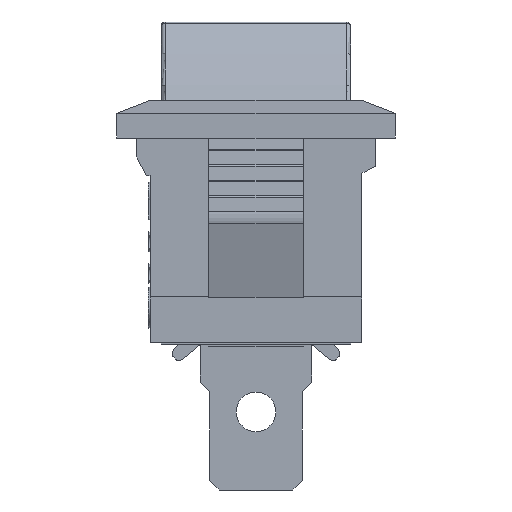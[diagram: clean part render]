
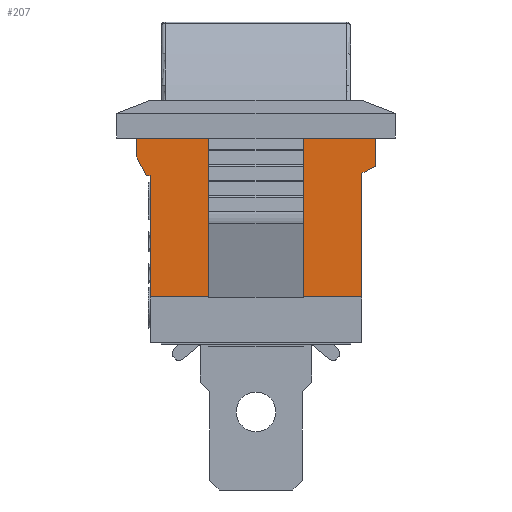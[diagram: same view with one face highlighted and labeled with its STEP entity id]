
A CAD part, left-side view. The second image highlights one B-rep face of the part: STEP entity #207.
In plain terms, the highlighted planar face has unit normal (-1, 0, 0).
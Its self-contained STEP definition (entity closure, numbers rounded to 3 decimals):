
#62 = DIRECTION ( 'NONE',  ( 0., -1., 0. ) ) ;
#207 = ADVANCED_FACE ( 'NONE', ( #28702 ), #12253, .F. ) ;
#255 = DIRECTION ( 'NONE',  ( 0., -0.447, -0.894 ) ) ;
#349 = VERTEX_POINT ( 'NONE', #25406 ) ;
#438 = CARTESIAN_POINT ( 'NONE',  ( -8.5, 6.3, 9.8 ) ) ;
#1078 = LINE ( 'NONE', #23621, #18474 ) ;
#1154 = CARTESIAN_POINT ( 'NONE',  ( -8.5, 2.5, 2.4 ) ) ;
#1419 = DIRECTION ( 'NONE',  ( 0., 1., 0. ) ) ;
#1905 = EDGE_CURVE ( 'NONE', #8454, #3403, #26625, .T. ) ;
#2033 = EDGE_CURVE ( 'NONE', #5251, #18314, #2779, .T. ) ;
#2342 = ORIENTED_EDGE ( 'NONE', *, *, #9758, .T. ) ;
#2346 = ORIENTED_EDGE ( 'NONE', *, *, #24158, .T. ) ;
#2779 = LINE ( 'NONE', #438, #5378 ) ;
#2986 = VECTOR ( 'NONE', #7299, 1000. ) ;
#3220 = VECTOR ( 'NONE', #20110, 1000. ) ;
#3333 = DIRECTION ( 'NONE',  ( 0., 1., 0. ) ) ;
#3403 = VERTEX_POINT ( 'NONE', #5851 ) ;
#3599 = DIRECTION ( 'NONE',  ( 0., 0., -1. ) ) ;
#4120 = LINE ( 'NONE', #15122, #22840 ) ;
#4122 = DIRECTION ( 'NONE',  ( 0., 0., -1. ) ) ;
#4162 = VECTOR ( 'NONE', #27042, 1000. ) ;
#4307 = DIRECTION ( 'NONE',  ( 1., 0., 0. ) ) ;
#4397 = VECTOR ( 'NONE', #21309, 1000. ) ;
#4772 = AXIS2_PLACEMENT_3D ( 'NONE', #29046, #4307, #3599 ) ;
#5251 = VERTEX_POINT ( 'NONE', #20814 ) ;
#5297 = VERTEX_POINT ( 'NONE', #21534 ) ;
#5378 = VECTOR ( 'NONE', #255, 1000. ) ;
#5585 = CARTESIAN_POINT ( 'NONE',  ( -8.5, -7.35, 10.8 ) ) ;
#5851 = CARTESIAN_POINT ( 'NONE',  ( -8.5, -6.3, 10.8 ) ) ;
#6991 = LINE ( 'NONE', #18359, #4162 ) ;
#7299 = DIRECTION ( 'NONE',  ( 0., 1., 0. ) ) ;
#7887 = EDGE_CURVE ( 'NONE', #5297, #8454, #31482, .T. ) ;
#8230 = VERTEX_POINT ( 'NONE', #15697 ) ;
#8255 = VECTOR ( 'NONE', #26988, 1000. ) ;
#8278 = CARTESIAN_POINT ( 'NONE',  ( -8.5, -6.3, 9.3 ) ) ;
#8454 = VERTEX_POINT ( 'NONE', #8278 ) ;
#8719 = EDGE_CURVE ( 'NONE', #14357, #33843, #4120, .T. ) ;
#9758 = EDGE_CURVE ( 'NONE', #19010, #29030, #29620, .T. ) ;
#9909 = ORIENTED_EDGE ( 'NONE', *, *, #1905, .T. ) ;
#10782 = VECTOR ( 'NONE', #3333, 1000. ) ;
#11506 = ORIENTED_EDGE ( 'NONE', *, *, #34225, .F. ) ;
#11526 = CARTESIAN_POINT ( 'NONE',  ( -8.5, 5.6, 10.8 ) ) ;
#11675 = EDGE_CURVE ( 'NONE', #33843, #8230, #27898, .T. ) ;
#11935 = EDGE_CURVE ( 'NONE', #18314, #26682, #24948, .T. ) ;
#12207 = CARTESIAN_POINT ( 'NONE',  ( -8.5, -7.35, 2.4 ) ) ;
#12253 = PLANE ( 'NONE',  #4772 ) ;
#12715 = CARTESIAN_POINT ( 'NONE',  ( -8.5, -7.35, 10.8 ) ) ;
#12947 = ORIENTED_EDGE ( 'NONE', *, *, #28283, .F. ) ;
#13661 = CARTESIAN_POINT ( 'NONE',  ( -8.5, 6.3, 10.8 ) ) ;
#13835 = VECTOR ( 'NONE', #17802, 1000. ) ;
#14109 = CARTESIAN_POINT ( 'NONE',  ( -8.5, 6.3, 8.8 ) ) ;
#14357 = VERTEX_POINT ( 'NONE', #15174 ) ;
#14675 = CARTESIAN_POINT ( 'NONE',  ( -8.5, -5.3, 8.8 ) ) ;
#15122 = CARTESIAN_POINT ( 'NONE',  ( -8.5, -2.5, 2.4 ) ) ;
#15154 = EDGE_LOOP ( 'NONE', ( #15779, #22228, #9909, #26194, #2346, #2342, #23570, #27719, #30613, #11506, #23111, #25158, #12947 ) ) ;
#15174 = CARTESIAN_POINT ( 'NONE',  ( -8.5, -2.5, 2.4 ) ) ;
#15697 = CARTESIAN_POINT ( 'NONE',  ( -8.5, 5.6, 2.4 ) ) ;
#15779 = ORIENTED_EDGE ( 'NONE', *, *, #27925, .F. ) ;
#16401 = DIRECTION ( 'NONE',  ( 0., 0., 1. ) ) ;
#16421 = CARTESIAN_POINT ( 'NONE',  ( -8.5, 2.5, 10.8 ) ) ;
#17802 = DIRECTION ( 'NONE',  ( 0., 1., 0. ) ) ;
#18314 = VERTEX_POINT ( 'NONE', #25372 ) ;
#18359 = CARTESIAN_POINT ( 'NONE',  ( -8.5, 6.3, 10.8 ) ) ;
#18474 = VECTOR ( 'NONE', #4122, 1000. ) ;
#18840 = CARTESIAN_POINT ( 'NONE',  ( -8.5, -6.3, 10.8 ) ) ;
#19010 = VERTEX_POINT ( 'NONE', #16421 ) ;
#20110 = DIRECTION ( 'NONE',  ( 0., -0.894, 0.447 ) ) ;
#20332 = LINE ( 'NONE', #12207, #13835 ) ;
#20814 = CARTESIAN_POINT ( 'NONE',  ( -8.5, 6.3, 9.8 ) ) ;
#21309 = DIRECTION ( 'NONE',  ( 0., 1., 0. ) ) ;
#21534 = CARTESIAN_POINT ( 'NONE',  ( -8.5, -5.6, 8.95 ) ) ;
#22228 = ORIENTED_EDGE ( 'NONE', *, *, #7887, .T. ) ;
#22542 = LINE ( 'NONE', #11526, #31782 ) ;
#22840 = VECTOR ( 'NONE', #1419, 1000. ) ;
#23111 = ORIENTED_EDGE ( 'NONE', *, *, #11675, .F. ) ;
#23570 = ORIENTED_EDGE ( 'NONE', *, *, #32061, .F. ) ;
#23621 = CARTESIAN_POINT ( 'NONE',  ( -8.5, -5.6, 10.8 ) ) ;
#23764 = CARTESIAN_POINT ( 'NONE',  ( -8.5, -2.5, 10.8 ) ) ;
#24158 = EDGE_CURVE ( 'NONE', #26446, #19010, #28837, .T. ) ;
#24948 = LINE ( 'NONE', #14109, #32138 ) ;
#25158 = ORIENTED_EDGE ( 'NONE', *, *, #8719, .F. ) ;
#25372 = CARTESIAN_POINT ( 'NONE',  ( -8.5, 5.8, 8.8 ) ) ;
#25406 = CARTESIAN_POINT ( 'NONE',  ( -8.5, -5.6, 2.4 ) ) ;
#26194 = ORIENTED_EDGE ( 'NONE', *, *, #31177, .T. ) ;
#26446 = VERTEX_POINT ( 'NONE', #31120 ) ;
#26625 = LINE ( 'NONE', #18840, #8255 ) ;
#26682 = VERTEX_POINT ( 'NONE', #29297 ) ;
#26988 = DIRECTION ( 'NONE',  ( 0., 0., 1. ) ) ;
#27042 = DIRECTION ( 'NONE',  ( 0., 0., 1. ) ) ;
#27577 = VECTOR ( 'NONE', #34772, 1000. ) ;
#27719 = ORIENTED_EDGE ( 'NONE', *, *, #2033, .T. ) ;
#27898 = LINE ( 'NONE', #28076, #10782 ) ;
#27925 = EDGE_CURVE ( 'NONE', #5297, #349, #1078, .T. ) ;
#28076 = CARTESIAN_POINT ( 'NONE',  ( -8.5, -7.35, 2.4 ) ) ;
#28283 = EDGE_CURVE ( 'NONE', #349, #14357, #20332, .T. ) ;
#28702 = FACE_OUTER_BOUND ( 'NONE', #15154, .T. ) ;
#28837 = LINE ( 'NONE', #23764, #27577 ) ;
#29030 = VERTEX_POINT ( 'NONE', #13661 ) ;
#29046 = CARTESIAN_POINT ( 'NONE',  ( -8.5, -7.35, 2.4 ) ) ;
#29297 = CARTESIAN_POINT ( 'NONE',  ( -8.5, 5.6, 8.8 ) ) ;
#29620 = LINE ( 'NONE', #5585, #4397 ) ;
#30613 = ORIENTED_EDGE ( 'NONE', *, *, #11935, .T. ) ;
#31120 = CARTESIAN_POINT ( 'NONE',  ( -8.5, -2.5, 10.8 ) ) ;
#31177 = EDGE_CURVE ( 'NONE', #3403, #26446, #32039, .T. ) ;
#31482 = LINE ( 'NONE', #14675, #3220 ) ;
#31782 = VECTOR ( 'NONE', #16401, 1000. ) ;
#32039 = LINE ( 'NONE', #12715, #2986 ) ;
#32061 = EDGE_CURVE ( 'NONE', #5251, #29030, #6991, .T. ) ;
#32138 = VECTOR ( 'NONE', #62, 1000. ) ;
#33843 = VERTEX_POINT ( 'NONE', #1154 ) ;
#34225 = EDGE_CURVE ( 'NONE', #8230, #26682, #22542, .T. ) ;
#34772 = DIRECTION ( 'NONE',  ( 0., 1., 0. ) ) ;
